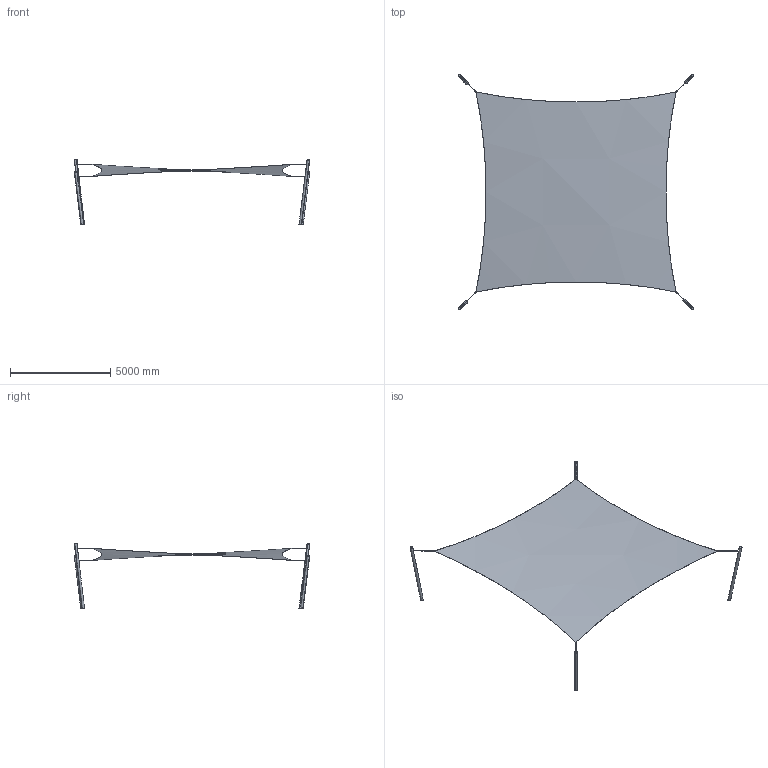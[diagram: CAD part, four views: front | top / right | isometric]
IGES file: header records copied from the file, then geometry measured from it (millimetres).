
Start section: SolidWorks IGES file using analytic representation for surfaces
Global section: file name: Waterproof Shade Sails.IGS; native system: SolidWorks 2022; preprocessor: SolidWorks 2022; author: P8; date: 260409.181333; units: millimetre
Bounding box: 11780.51 x 11780.51 x 3237.6 mm (x, y, z)
Surface area: 183719341.4 mm2 (no closed solid volume)
Topology: 0 solids, 0 shells, 90 faces, 2786 edges, 2786 vertices
Faces by surface type: bspline 65, revolution 25
